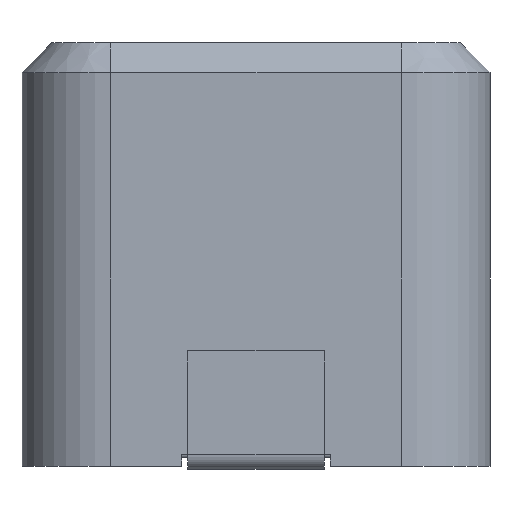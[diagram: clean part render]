
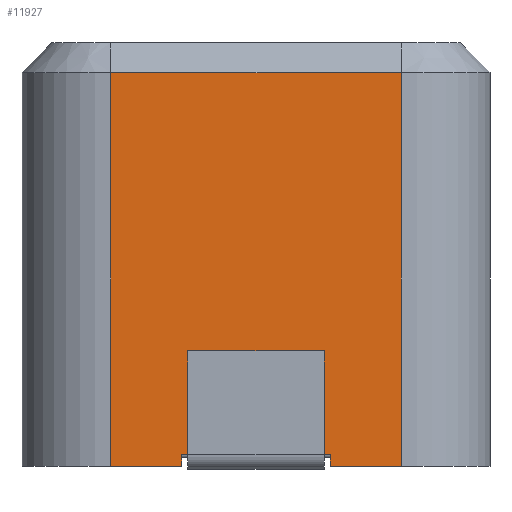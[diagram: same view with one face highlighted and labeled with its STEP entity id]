
A CAD part, left-side view. The second image highlights one B-rep face of the part: STEP entity #11927.
In plain terms, the highlighted planar face has unit normal (-1, 0, 0).
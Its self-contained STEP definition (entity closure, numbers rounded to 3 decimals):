
#728=ORIENTED_EDGE('',*,*,#3301,.T.);
#729=ORIENTED_EDGE('',*,*,#3302,.T.);
#730=ORIENTED_EDGE('',*,*,#3266,.T.);
#731=ORIENTED_EDGE('',*,*,#3303,.T.);
#732=ORIENTED_EDGE('',*,*,#3304,.T.);
#733=ORIENTED_EDGE('',*,*,#3305,.T.);
#734=ORIENTED_EDGE('',*,*,#3286,.T.);
#735=ORIENTED_EDGE('',*,*,#3306,.T.);
#3266=EDGE_CURVE('',#4555,#4556,#5352,.T.);
#3286=EDGE_CURVE('',#4574,#4573,#5368,.T.);
#3301=EDGE_CURVE('',#4585,#4586,#5379,.T.);
#3302=EDGE_CURVE('',#4586,#4555,#5380,.T.);
#3303=EDGE_CURVE('',#4556,#4587,#5381,.F.);
#3304=EDGE_CURVE('',#4587,#4588,#5382,.T.);
#3305=EDGE_CURVE('',#4588,#4574,#5383,.T.);
#3306=EDGE_CURVE('',#4573,#4585,#5384,.T.);
#4555=VERTEX_POINT('',#16501);
#4556=VERTEX_POINT('',#16502);
#4573=VERTEX_POINT('',#16540);
#4574=VERTEX_POINT('',#16542);
#4585=VERTEX_POINT('',#16570);
#4586=VERTEX_POINT('',#16571);
#4587=VERTEX_POINT('',#16574);
#4588=VERTEX_POINT('',#16576);
#5352=LINE('',#16500,#6419);
#5368=LINE('',#16541,#6435);
#5379=LINE('',#16569,#6446);
#5380=LINE('',#16572,#6447);
#5381=LINE('',#16573,#6448);
#5382=LINE('',#16575,#6449);
#5383=LINE('',#16577,#6450);
#5384=LINE('',#16578,#6451);
#6419=VECTOR('',#13265,1000.);
#6435=VECTOR('',#13293,1000.);
#6446=VECTOR('',#13316,1000.);
#6447=VECTOR('',#13317,1000.);
#6448=VECTOR('',#13318,1000.);
#6449=VECTOR('',#13319,1000.);
#6450=VECTOR('',#13320,1000.);
#6451=VECTOR('',#13321,1000.);
#7222=EDGE_LOOP('',(#728,#729,#730,#731,#732,#733,#734,#735));
#7769=FACE_BOUND('',#7222,.T.);
#8292=PLANE('',#12448);
#11927=ADVANCED_FACE('',(#7769),#8292,.F.);
#12448=AXIS2_PLACEMENT_3D('',#16568,#13314,#13315);
#13265=DIRECTION('',(0.,-1.,0.));
#13293=DIRECTION('',(0.,-1.,0.));
#13314=DIRECTION('',(1.,0.,0.));
#13315=DIRECTION('',(0.,0.,-1.));
#13316=DIRECTION('',(0.,-1.,0.));
#13317=DIRECTION('',(0.,0.,-1.));
#13318=DIRECTION('',(0.,0.,-1.));
#13319=DIRECTION('',(0.,1.,0.));
#13320=DIRECTION('',(0.,0.,-1.));
#13321=DIRECTION('',(0.,0.,1.));
#16500=CARTESIAN_POINT('',(-3.95,3.95,0.));
#16501=CARTESIAN_POINT('',(-3.95,-1.25,0.));
#16502=CARTESIAN_POINT('',(-3.95,-2.45,0.));
#16540=CARTESIAN_POINT('',(-3.95,1.25,0.));
#16541=CARTESIAN_POINT('',(-3.95,3.95,0.));
#16542=CARTESIAN_POINT('',(-3.95,2.45,0.));
#16568=CARTESIAN_POINT('',(-3.95,3.95,7.15));
#16569=CARTESIAN_POINT('',(-3.95,3.95,0.2));
#16570=CARTESIAN_POINT('',(-3.95,1.25,0.2));
#16571=CARTESIAN_POINT('',(-3.95,-1.25,0.2));
#16572=CARTESIAN_POINT('',(-3.95,-1.25,7.15));
#16573=CARTESIAN_POINT('',(-3.95,-2.45,7.15));
#16574=CARTESIAN_POINT('',(-3.95,-2.45,6.65));
#16575=CARTESIAN_POINT('',(-3.95,2.45,6.65));
#16576=CARTESIAN_POINT('',(-3.95,2.45,6.65));
#16577=CARTESIAN_POINT('',(-3.95,2.45,7.15));
#16578=CARTESIAN_POINT('',(-3.95,1.25,7.15));
